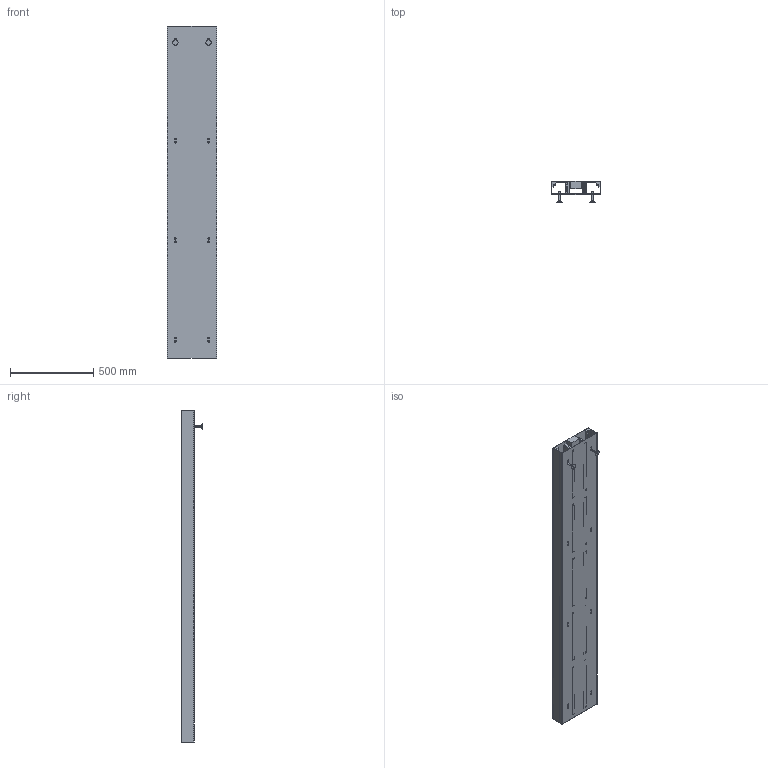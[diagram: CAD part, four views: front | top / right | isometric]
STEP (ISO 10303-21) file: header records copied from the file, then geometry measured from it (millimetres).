
FILE_DESCRIPTION((''),'2;1');
FILE_NAME('BKG3008011_ASM','2026-01-13T11:23:51',('goergem'),(''),'CREO PARAMETRIC BY PTC INC, 2025123','CREO PARAMETRIC BY PTC INC, 2025123','');
FILE_SCHEMA(('AUTOMOTIVE_DESIGN { 1 0 10303 214 1 1 1 1 }'));
Length unit declared in the file: millimetre
Products named in the file (19): T-01021_11; T-01024_11; T-01025_AF0_26; T-01026_ASM_11_ASM; T-01514_ASM_8_ASM; T-01531_ASM_11_ASM; 63488-M_26; 63489-M_ASM_7_ASM; 63403-M_26; 63487-M_ASM_4_ASM; BKG3008011_ASM_4_ASM; 21045-M_8; 21042-M_8; 66107-M_ASM_8_ASM; T-01190_21; AUSLASS_4; BKG3002LA_ASM_12_ASM; BKG3002LA_1_ASM; BKG3008011_ASM
Assembly tree (29 placements, depth 5):
  BKG3008011_ASM
    BKG3008011_ASM_4_ASM
      T-01021_11
      T-01024_11  x2
      T-01514_ASM_8_ASM
        T-01026_ASM_11_ASM
          T-01025_AF0_26
      T-01531_ASM_11_ASM
        T-01026_ASM_11_ASM
          T-01025_AF0_26
      63489-M_ASM_7_ASM  x5
        63488-M_26
      63487-M_ASM_4_ASM  x5
        63403-M_26
    66107-M_ASM_8_ASM  x2
      21045-M_8
      21042-M_8
    BKG3002LA_1_ASM
      BKG3002LA_ASM_12_ASM
        T-01190_21
        AUSLASS_4
Bounding box: 300 x 128 x 2000 mm (x, y, z)
Volume: 9471983.3 mm3; surface area: 3813212.2 mm2
Topology: 21 solids, 107 shells, 608 faces, 5039 edges, 4658 vertices
Faces by surface type: plane 390, cylinder 114, torus 80, cone 24
Entity records: 34734 total; most frequent: CARTESIAN_POINT 6448, DIRECTION 3634, PRESENTATION_STYLE_ASSIGNMENT 1589, STYLED_ITEM 1583, CURVE_STYLE 1547, ORIENTED_EDGE 1390, POLYLINE 1358, PROPERTY_DEFINITION 1296
